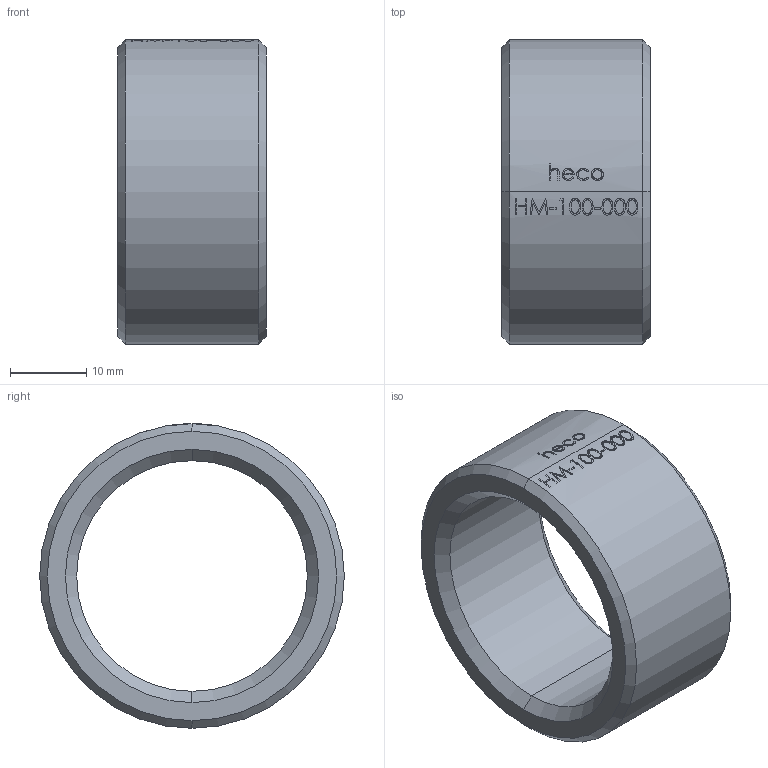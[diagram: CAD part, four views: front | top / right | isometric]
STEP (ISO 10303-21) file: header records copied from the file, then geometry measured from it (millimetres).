
FILE_DESCRIPTION (( 'STEP AP214' ), '1' );
FILE_NAME ('HM-100-000-x halbe Muffe heco.STEP', '2018-05-16T11:42:11', ( '' ), ( '' ), 'SwSTEP 2.0', 'SolidWorks 2016', '' );
FILE_SCHEMA (( 'AUTOMOTIVE_DESIGN' ));
Length unit declared in the file: millimetre
Products named in the file (1): HM-100-000-x halbe Muffe heco
Bounding box: 19.5 x 40 x 40 mm (x, y, z)
Volume: 10113.6 mm3; surface area: 5073.5 mm2
Topology: 1 solids, 1 shells, 167 faces, 424 edges, 280 vertices
Faces by surface type: bspline 92, plane 42, cylinder 25, cone 8
Entity records: 17628 total; most frequent: CARTESIAN_POINT 12740, ORIENTED_EDGE 848, EDGE_CURVE 424, DIRECTION 340, B_SPLINE_CURVE_WITH_KNOTS 286, VERTEX_POINT 280, EDGE_LOOP 190, ADVANCED_FACE 167
